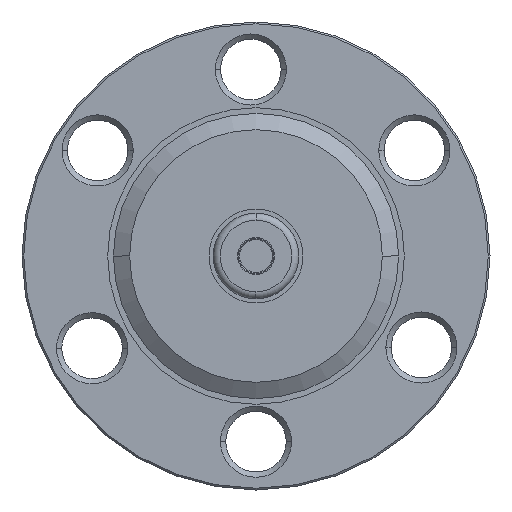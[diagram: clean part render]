
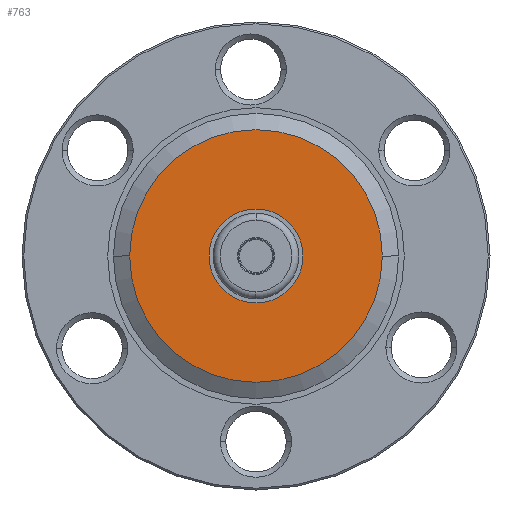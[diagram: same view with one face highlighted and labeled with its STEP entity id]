
A CAD part, front view. The second image highlights one B-rep face of the part: STEP entity #763.
In plain terms, the highlighted planar face has unit normal (0, -1, 0).
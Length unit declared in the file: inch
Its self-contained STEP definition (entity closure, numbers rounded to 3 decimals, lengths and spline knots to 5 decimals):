
#38 = DIRECTION ( 'NONE',  ( 0., -1., 0. ) ) ;
#96 = CARTESIAN_POINT ( 'NONE',  ( -0.1335, -0.259, 0. ) ) ;
#103 = CARTESIAN_POINT ( 'NONE',  ( 0.359, -0.259, 0. ) ) ;
#186 = DIRECTION ( 'NONE',  ( 1., 0., 0. ) ) ;
#207 = DIRECTION ( 'NONE',  ( 0., -1., 0. ) ) ;
#208 = CARTESIAN_POINT ( 'NONE',  ( 0., -0.259, 0. ) ) ;
#330 = DIRECTION ( 'NONE',  ( 1., 0., 0. ) ) ;
#331 = DIRECTION ( 'NONE',  ( 0., -1., 0. ) ) ;
#332 = CARTESIAN_POINT ( 'NONE',  ( 0., -0.259, 0. ) ) ;
#359 = CARTESIAN_POINT ( 'NONE',  ( 0., -0.259, 0. ) ) ;
#371 = DIRECTION ( 'NONE',  ( 1., 0., 0. ) ) ;
#467 = AXIS2_PLACEMENT_3D ( 'NONE', #332, #331, #330 ) ;
#534 = AXIS2_PLACEMENT_3D ( 'NONE', #208, #207, #186 ) ;
#588 = AXIS2_PLACEMENT_3D ( 'NONE', #359, #38, #371 ) ;
#606 = AXIS2_PLACEMENT_3D ( 'NONE', #2224, #2324, #2336 ) ;
#644 = AXIS2_PLACEMENT_3D ( 'NONE', #2430, #2378, #2380 ) ;
#763 = ADVANCED_FACE ( 'NONE', ( #1304, #1783 ), #2377, .T. ) ;
#923 = EDGE_LOOP ( 'NONE', ( #1758, #1300 ) ) ;
#981 = CIRCLE ( 'NONE', #588, 0.1335 ) ;
#1071 = CIRCLE ( 'NONE', #467, 0.359 ) ;
#1089 = ORIENTED_EDGE ( 'NONE', *, *, #2011, .T. ) ;
#1259 = VERTEX_POINT ( 'NONE', #2653 ) ;
#1292 = CIRCLE ( 'NONE', #534, 0.359 ) ;
#1300 = ORIENTED_EDGE ( 'NONE', *, *, #1880, .F. ) ;
#1304 = FACE_BOUND ( 'NONE', #923, .T. ) ;
#1307 = ORIENTED_EDGE ( 'NONE', *, *, #1973, .T. ) ;
#1385 = VERTEX_POINT ( 'NONE', #2640 ) ;
#1462 = EDGE_LOOP ( 'NONE', ( #1307, #1089 ) ) ;
#1604 = CIRCLE ( 'NONE', #606, 0.1335 ) ;
#1758 = ORIENTED_EDGE ( 'NONE', *, *, #1865, .F. ) ;
#1783 = FACE_OUTER_BOUND ( 'NONE', #1462, .T. ) ;
#1865 = EDGE_CURVE ( 'NONE', #1259, #2909, #1604, .T. ) ;
#1880 = EDGE_CURVE ( 'NONE', #2909, #1259, #981, .T. ) ;
#1973 = EDGE_CURVE ( 'NONE', #2856, #1385, #1071, .T. ) ;
#2011 = EDGE_CURVE ( 'NONE', #1385, #2856, #1292, .T. ) ;
#2224 = CARTESIAN_POINT ( 'NONE',  ( 0., -0.259, 0. ) ) ;
#2324 = DIRECTION ( 'NONE',  ( 0., -1., 0. ) ) ;
#2336 = DIRECTION ( 'NONE',  ( 1., 0., 0. ) ) ;
#2377 = PLANE ( 'NONE',  #644 ) ;
#2378 = DIRECTION ( 'NONE',  ( 0., -1., 0. ) ) ;
#2380 = DIRECTION ( 'NONE',  ( 1., 0., 0. ) ) ;
#2430 = CARTESIAN_POINT ( 'NONE',  ( 0., -0.259, 0. ) ) ;
#2640 = CARTESIAN_POINT ( 'NONE',  ( -0.359, -0.259, 0. ) ) ;
#2653 = CARTESIAN_POINT ( 'NONE',  ( 0.1335, -0.259, 0. ) ) ;
#2856 = VERTEX_POINT ( 'NONE', #103 ) ;
#2909 = VERTEX_POINT ( 'NONE', #96 ) ;
